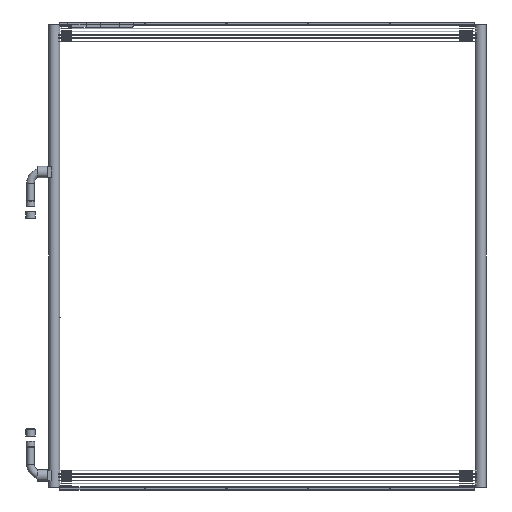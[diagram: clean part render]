
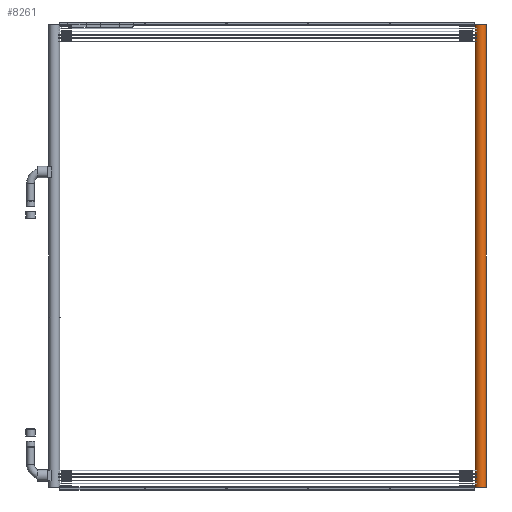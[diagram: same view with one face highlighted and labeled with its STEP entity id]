
A CAD part, left-side view. The second image highlights one B-rep face of the part: STEP entity #8261.
In plain terms, the highlighted cylindrical face has radius 16 mm (diameter 32 mm), a full revolution.
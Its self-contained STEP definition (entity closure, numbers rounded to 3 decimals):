
#531=FACE_OUTER_BOUND('',#997,.T.);
#997=EDGE_LOOP('',(#5574,#5575,#5576,#5577));
#1491=LINE('',#12885,#2260);
#2260=VECTOR('',#10143,16.);
#3032=CIRCLE('',#9131,16.);
#3033=CIRCLE('',#9132,16.);
#3504=VERTEX_POINT('',#12882);
#3505=VERTEX_POINT('',#12884);
#4325=EDGE_CURVE('',#3504,#3504,#3032,.T.);
#4326=EDGE_CURVE('',#3504,#3505,#1491,.T.);
#4327=EDGE_CURVE('',#3505,#3505,#3033,.T.);
#5574=ORIENTED_EDGE('',*,*,#4325,.T.);
#5575=ORIENTED_EDGE('',*,*,#4326,.T.);
#5576=ORIENTED_EDGE('',*,*,#4327,.F.);
#5577=ORIENTED_EDGE('',*,*,#4326,.F.);
#8045=CYLINDRICAL_SURFACE('',#9130,16.);
#8261=ADVANCED_FACE('',(#531),#8045,.T.);
#9130=AXIS2_PLACEMENT_3D('',#12881,#10139,#10140);
#9131=AXIS2_PLACEMENT_3D('',#12883,#10141,#10142);
#9132=AXIS2_PLACEMENT_3D('',#12886,#10144,#10145);
#10139=DIRECTION('center_axis',(0.,0.,1.));
#10140=DIRECTION('ref_axis',(-1.,0.,0.));
#10141=DIRECTION('center_axis',(0.,0.,-1.));
#10142=DIRECTION('ref_axis',(-1.,0.,0.));
#10143=DIRECTION('',(0.,0.,-1.));
#10144=DIRECTION('center_axis',(0.,0.,-1.));
#10145=DIRECTION('ref_axis',(-1.,0.,0.));
#12881=CARTESIAN_POINT('Origin',(0.,0.,0.));
#12882=CARTESIAN_POINT('',(16.,0.,1346.4));
#12883=CARTESIAN_POINT('Origin',(0.,0.,1346.4));
#12884=CARTESIAN_POINT('',(16.,0.,0.));
#12885=CARTESIAN_POINT('',(16.,0.,0.));
#12886=CARTESIAN_POINT('Origin',(0.,0.,0.));
